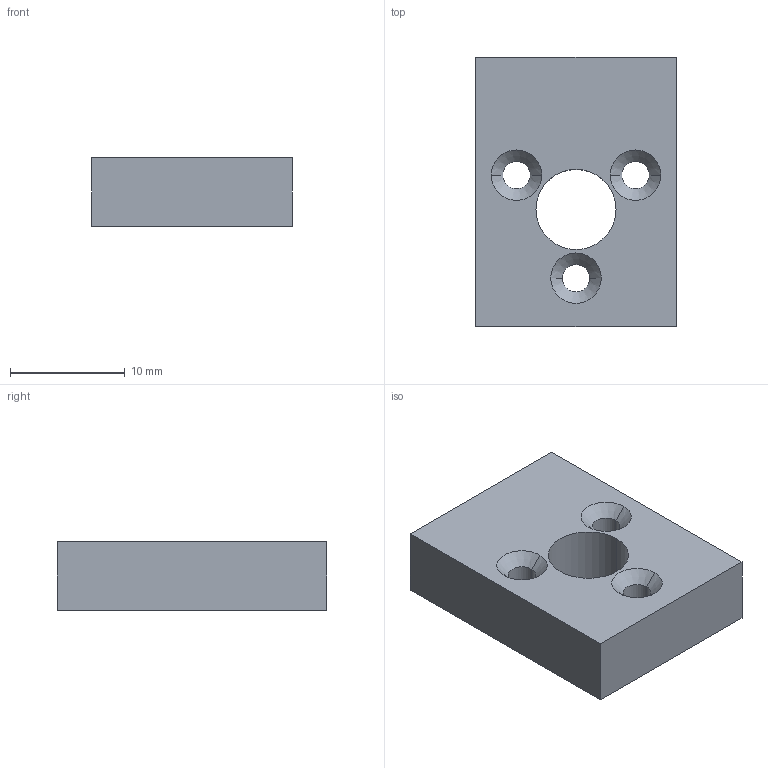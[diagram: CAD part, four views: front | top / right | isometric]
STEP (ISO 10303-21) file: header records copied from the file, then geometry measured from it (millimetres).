
FILE_DESCRIPTION (( 'STEP AP203' ), '1' );
FILE_NAME ('32_Motor Mount FA.STEP', '2024-05-02T08:14:20', ( '' ), ( '' ), 'SwSTEP 2.0', 'SolidWorks 2023', '' );
FILE_SCHEMA (( 'CONFIG_CONTROL_DESIGN' ));
Length unit declared in the file: millimetre
Products named in the file (1): 32_Motor Mount FA
Bounding box: 17.5 x 23.5 x 6 mm (x, y, z)
Volume: 2079.3 mm3; surface area: 1564.6 mm2
Topology: 1 solids, 1 shells, 28 faces, 68 edges, 40 vertices
Faces by surface type: cylinder 12, cone 10, plane 6
Entity records: 887 total; most frequent: DIRECTION 152, CARTESIAN_POINT 133, ORIENTED_EDGE 128, EDGE_CURVE 64, AXIS2_PLACEMENT_3D 59, VERTEX_POINT 40, EDGE_LOOP 38, VECTOR 34
